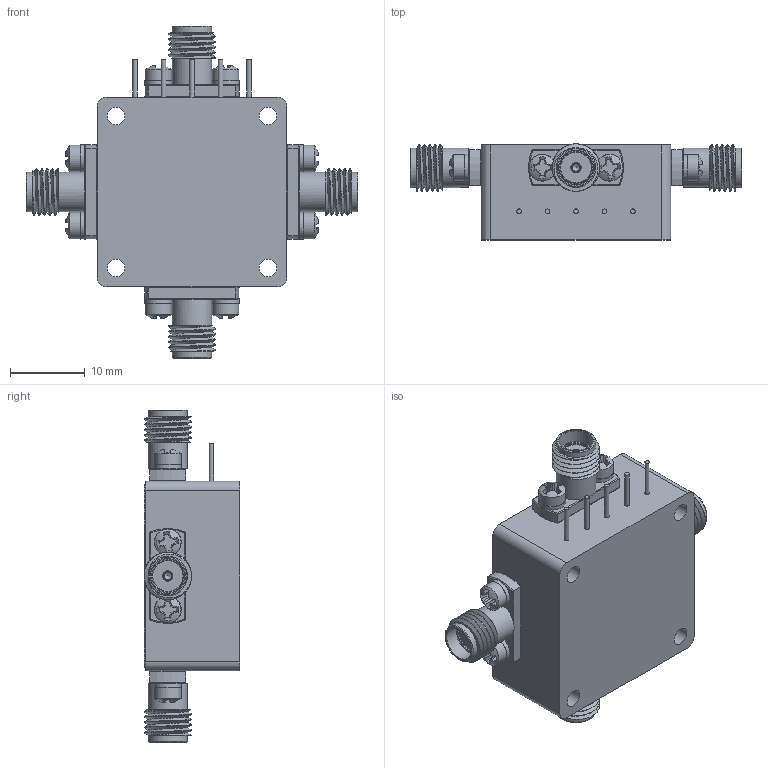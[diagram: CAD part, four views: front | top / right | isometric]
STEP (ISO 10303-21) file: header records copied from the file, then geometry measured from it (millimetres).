
FILE_DESCRIPTION (( 'STEP AP214' ), '1' );
FILE_NAME ('P3T-250M40G-60-T-55-292FF.STEP', '2024-10-31T13:15:07', ( '' ), ( '' ), 'SwSTEP 2.0', 'SolidWorks 2024', '' );
FILE_SCHEMA (( 'AUTOMOTIVE_DESIGN' ));
Length unit declared in the file: inch
Products named in the file (1): P3T-250M40G-60-T-55-292FF
Bounding box: 44.45 x 12.83 x 44.45 mm (x, y, z)
Volume: 9203.9 mm3; surface area: 6602.7 mm2
Topology: 30 solids, 30 shells, 778 faces, 3181 edges, 2708 vertices
Faces by surface type: plane 481, cylinder 141, torus 92, cone 48, bspline 8, sphere 8
Full cylindrical faces by diameter (mm): 0.305 x4, 0.381 x4, 0.635 x5, 1.016 x8, 1.27 x8, 2.184 x8, 2.375 x4, 2.591 x8, 3.302 x4, 3.556 x8, 4.191 x8, 4.597 x4, 5.283 x8
Entity records: 54417 total; most frequent: CARTESIAN_POINT 18738, ORIENTED_EDGE 5968, DIRECTION 4238, EDGE_CURVE 2984, VERTEX_POINT 2684, VECTOR 1540, LINE 1540, AXIS2_PLACEMENT_3D 1349
